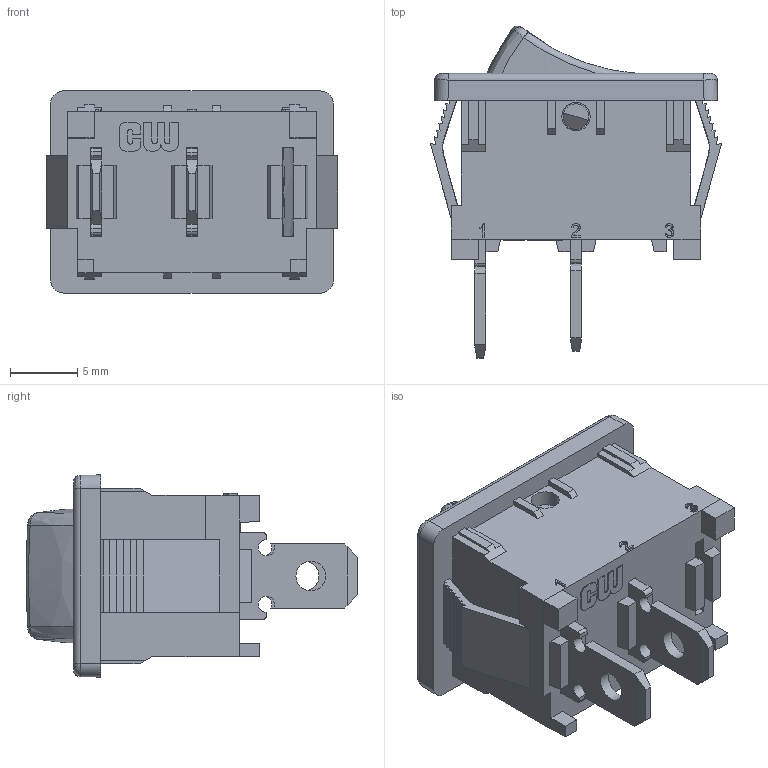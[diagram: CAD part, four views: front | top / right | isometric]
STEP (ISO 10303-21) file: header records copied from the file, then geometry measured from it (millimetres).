
FILE_DESCRIPTION(/* description */ (''),/* implementation_level */ '2;1');
FILE_NAME(/* name */ 'GRB066A02_3D_Model.stp',/* time_stamp */ '2023-10-10T13:57:44-04:00',/* author */ ('dwiltbank'),/* organization */ (''),/* preprocessor_version */ 'ST-DEVELOPER v19.2',/* originating_system */ 'Autodesk Inventor 2024',/* authorisation */ '');
FILE_SCHEMA (('AUTOMOTIVE_DESIGN { 1 0 10303 214 3 1 1 }'));
Length unit declared in the file: inch
Products named in the file (1): GRB066A02_in_3D_Model
Bounding box: 21.6 x 24.63 x 15 mm (x, y, z)
Volume: 1938.2 mm3; surface area: 3696.3 mm2
Topology: 2 solids, 2 shells, 550 faces, 1565 edges, 1019 vertices
Faces by surface type: plane 402, cylinder 81, bspline 49, cone 17, torus 1
Full cylindrical faces by diameter (mm): 1.1 x1, 2.1 x2, 2.2 x2, 3.2 x1
Entity records: 20393 total; most frequent: CARTESIAN_POINT 5606, ORIENTED_EDGE 3130, DIRECTION 2705, EDGE_CURVE 1565, LINE 1189, VECTOR 1189, VERTEX_POINT 1019, AXIS2_PLACEMENT_3D 758
